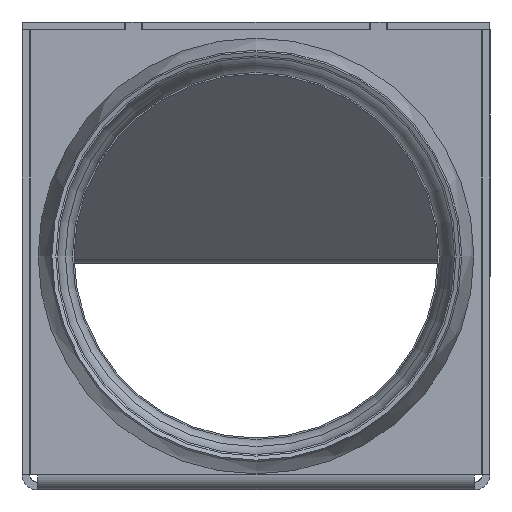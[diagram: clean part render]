
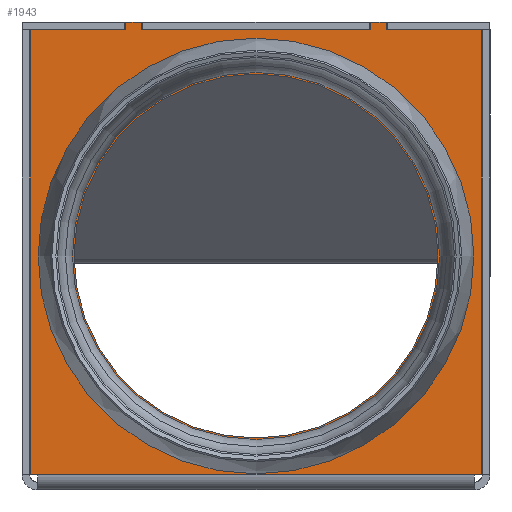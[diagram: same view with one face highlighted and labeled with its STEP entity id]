
A CAD part, left-side view. The second image highlights one B-rep face of the part: STEP entity #1943.
In plain terms, the highlighted planar face has unit normal (-1, 0, 0).
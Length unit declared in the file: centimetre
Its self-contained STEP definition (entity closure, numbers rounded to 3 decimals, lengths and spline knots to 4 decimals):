
#38=FACE_BOUND('',#325,.T.);
#53=CIRCLE('',#2717,35.);
#179=FACE_OUTER_BOUND('',#324,.T.);
#324=EDGE_LOOP('',(#1218,#1219,#1220,#1221,#1222,#1223,#1224,#1225,#1226,
#1227,#1228,#1229,#1230,#1231));
#325=EDGE_LOOP('',(#1232));
#429=VERTEX_POINT('',#3619);
#431=VERTEX_POINT('',#3623);
#433=VERTEX_POINT('',#3629);
#434=VERTEX_POINT('',#3633);
#437=VERTEX_POINT('',#3641);
#439=VERTEX_POINT('',#3646);
#441=VERTEX_POINT('',#3650);
#443=VERTEX_POINT('',#3656);
#444=VERTEX_POINT('',#3660);
#452=VERTEX_POINT('',#3684);
#530=VERTEX_POINT('',#3905);
#531=VERTEX_POINT('',#3907);
#532=VERTEX_POINT('',#3909);
#533=VERTEX_POINT('',#3911);
#534=VERTEX_POINT('',#3914);
#666=EDGE_CURVE('',#429,#431,#2056,.T.);
#669=EDGE_CURVE('',#433,#431,#2059,.T.);
#670=EDGE_CURVE('',#434,#429,#2060,.T.);
#675=EDGE_CURVE('',#433,#437,#2065,.T.);
#679=EDGE_CURVE('',#439,#441,#2069,.T.);
#682=EDGE_CURVE('',#443,#441,#2072,.T.);
#683=EDGE_CURVE('',#444,#439,#2073,.T.);
#686=EDGE_CURVE('',#443,#434,#2076,.T.);
#695=EDGE_CURVE('',#452,#444,#2085,.T.);
#804=EDGE_CURVE('',#530,#437,#2182,.T.);
#805=EDGE_CURVE('',#531,#530,#2183,.T.);
#806=EDGE_CURVE('',#531,#532,#2184,.T.);
#807=EDGE_CURVE('',#533,#532,#2185,.T.);
#808=EDGE_CURVE('',#452,#533,#2186,.T.);
#809=EDGE_CURVE('',#534,#534,#53,.T.);
#1218=ORIENTED_EDGE('',*,*,#695,.T.);
#1219=ORIENTED_EDGE('',*,*,#683,.T.);
#1220=ORIENTED_EDGE('',*,*,#679,.T.);
#1221=ORIENTED_EDGE('',*,*,#682,.F.);
#1222=ORIENTED_EDGE('',*,*,#686,.T.);
#1223=ORIENTED_EDGE('',*,*,#670,.T.);
#1224=ORIENTED_EDGE('',*,*,#666,.T.);
#1225=ORIENTED_EDGE('',*,*,#669,.F.);
#1226=ORIENTED_EDGE('',*,*,#675,.T.);
#1227=ORIENTED_EDGE('',*,*,#804,.F.);
#1228=ORIENTED_EDGE('',*,*,#805,.F.);
#1229=ORIENTED_EDGE('',*,*,#806,.T.);
#1230=ORIENTED_EDGE('',*,*,#807,.F.);
#1231=ORIENTED_EDGE('',*,*,#808,.F.);
#1232=ORIENTED_EDGE('',*,*,#809,.T.);
#1828=PLANE('',#2716);
#1943=ADVANCED_FACE('',(#179,#38),#1828,.F.);
#2056=LINE('',#3625,#2359);
#2059=LINE('',#3631,#2362);
#2060=LINE('',#3634,#2363);
#2065=LINE('',#3643,#2368);
#2069=LINE('',#3652,#2372);
#2072=LINE('',#3658,#2375);
#2073=LINE('',#3661,#2376);
#2076=LINE('',#3666,#2379);
#2085=LINE('',#3685,#2388);
#2182=LINE('',#3906,#2485);
#2183=LINE('',#3908,#2486);
#2184=LINE('',#3910,#2487);
#2185=LINE('',#3912,#2488);
#2186=LINE('',#3913,#2489);
#2359=VECTOR('',#2885,1.);
#2362=VECTOR('',#2890,1.);
#2363=VECTOR('',#2893,1.);
#2368=VECTOR('',#2900,10.);
#2372=VECTOR('',#2906,1.);
#2375=VECTOR('',#2911,1.);
#2376=VECTOR('',#2914,1.);
#2379=VECTOR('',#2919,10.);
#2388=VECTOR('',#2934,10.);
#2485=VECTOR('',#3123,10.);
#2486=VECTOR('',#3124,10.);
#2487=VECTOR('',#3125,10.);
#2488=VECTOR('',#3126,10.);
#2489=VECTOR('',#3127,10.);
#2716=AXIS2_PLACEMENT_3D('',#3904,#3121,#3122);
#2717=AXIS2_PLACEMENT_3D('',#3915,#3128,#3129);
#2885=DIRECTION('',(0.,1.,0.));
#2890=DIRECTION('',(0.,0.,1.));
#2893=DIRECTION('',(0.,0.,1.));
#2900=DIRECTION('',(0.,1.,0.));
#2906=DIRECTION('',(0.,1.,0.));
#2911=DIRECTION('',(0.,0.,1.));
#2914=DIRECTION('',(0.,0.,1.));
#2919=DIRECTION('',(0.,1.,0.));
#2934=DIRECTION('',(0.,1.,0.));
#3121=DIRECTION('center_axis',(1.,0.,0.));
#3122=DIRECTION('ref_axis',(0.,0.,
1.));
#3123=DIRECTION('',(0.,0.,1.));
#3124=DIRECTION('',(0.,1.,0.));
#3125=DIRECTION('',(0.,-1.,0.));
#3126=DIRECTION('',(0.,1.,0.));
#3127=DIRECTION('',(0.,0.,-1.));
#3128=DIRECTION('center_axis',(1.,0.,0.));
#3129=DIRECTION('ref_axis',(0.,1.,0.));
#3619=CARTESIAN_POINT('',(70.,22.05,45.));
#3623=CARTESIAN_POINT('',(70.,25.05,45.));
#3625=CARTESIAN_POINT('',(70.,23.55,45.));
#3629=CARTESIAN_POINT('',(70.,25.05,43.5));
#3631=CARTESIAN_POINT('',(70.,25.05,44.25));
#3633=CARTESIAN_POINT('',(70.,22.05,43.5));
#3634=CARTESIAN_POINT('',(70.,22.05,44.25));
#3641=CARTESIAN_POINT('',(70.,43.4293,43.5));
#3643=CARTESIAN_POINT('',(70.,0.,43.5));
#3646=CARTESIAN_POINT('',(70.,-25.05,45.));
#3650=CARTESIAN_POINT('',(70.,-22.05,45.));
#3652=CARTESIAN_POINT('',(70.,-23.55,45.));
#3656=CARTESIAN_POINT('',(70.,-22.05,43.5));
#3658=CARTESIAN_POINT('',(70.,-22.05,44.25));
#3660=CARTESIAN_POINT('',(70.,-25.05,43.5));
#3661=CARTESIAN_POINT('',(70.,-25.05,44.25));
#3666=CARTESIAN_POINT('',(70.,0.,43.5));
#3684=CARTESIAN_POINT('',(70.,-43.4293,43.5));
#3685=CARTESIAN_POINT('',(70.,0.,43.5));
#3904=CARTESIAN_POINT('Origin',(70.,0.,-0.1691));
#3905=CARTESIAN_POINT('',(70.,43.4293,-42.));
#3906=CARTESIAN_POINT('',(70.,43.4293,-42.));
#3907=CARTESIAN_POINT('',(70.,42.,-42.));
#3908=CARTESIAN_POINT('',(70.,42.,-42.));
#3909=CARTESIAN_POINT('',(70.,-42.,-42.));
#3910=CARTESIAN_POINT('',(70.,0.,-42.));
#3911=CARTESIAN_POINT('',(70.,-43.4293,-42.));
#3912=CARTESIAN_POINT('',(70.,-42.,-42.));
#3913=CARTESIAN_POINT('',(70.,-43.4293,-42.));
#3914=CARTESIAN_POINT('',(70.,-35.,0.));
#3915=CARTESIAN_POINT('Origin',(70.,0.,
0.));
